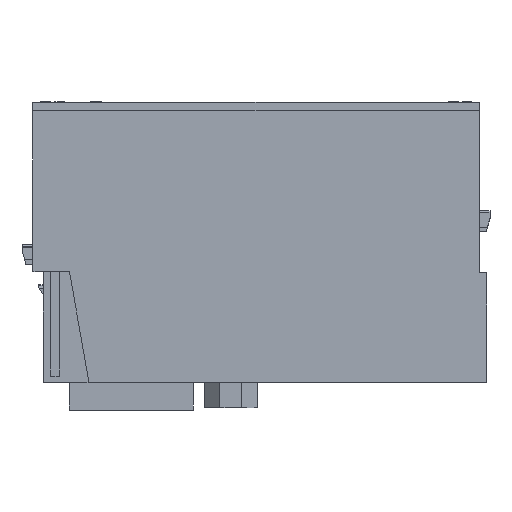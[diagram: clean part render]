
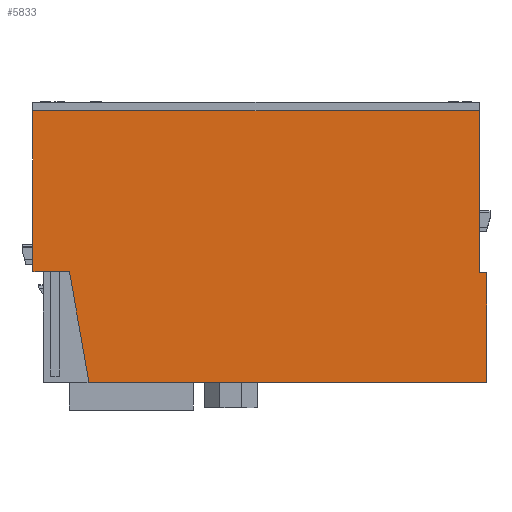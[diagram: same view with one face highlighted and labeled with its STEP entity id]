
A CAD part, left-side view. The second image highlights one B-rep face of the part: STEP entity #5833.
In plain terms, the highlighted face is planar.
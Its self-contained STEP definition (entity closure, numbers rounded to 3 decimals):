
#4176=CARTESIAN_POINT('',(15.,82.6,0.));
#4177=VERTEX_POINT('',#4176);
#4184=CARTESIAN_POINT('',(15.,10.2,0.));
#4185=VERTEX_POINT('',#4184);
#4186=CARTESIAN_POINT('',(15.,12387.25,0.));
#4187=DIRECTION('',(0.,-1.,0.));
#4188=VECTOR('',#4187,24690.);
#4189=LINE('',#4186,#4188);
#4190=EDGE_CURVE('',#4177,#4185,#4189,.T.);
#4667=CARTESIAN_POINT('',(15.,81.2,49.5));
#4668=VERTEX_POINT('',#4667);
#4675=CARTESIAN_POINT('',(15.,81.2,20.));
#4676=VERTEX_POINT('',#4675);
#4677=CARTESIAN_POINT('',(15.,81.2,12369.75));
#4678=DIRECTION('',(0.,0.,-1.));
#4679=VECTOR('',#4678,24690.);
#4680=LINE('',#4677,#4679);
#4681=EDGE_CURVE('',#4668,#4676,#4680,.T.);
#5353=CARTESIAN_POINT('',(15.,0.,49.5));
#5354=VERTEX_POINT('',#5353);
#5355=CARTESIAN_POINT('',(15.,-12344.05,49.5));
#5356=DIRECTION('',(0.,1.,0.));
#5357=VECTOR('',#5356,24690.);
#5358=LINE('',#5355,#5357);
#5359=EDGE_CURVE('',#5354,#4668,#5358,.T.);
#5427=CARTESIAN_POINT('',(15.,0.,20.2));
#5428=VERTEX_POINT('',#5427);
#5435=CARTESIAN_POINT('',(15.,0.,-12334.9));
#5436=DIRECTION('',(0.,0.,1.));
#5437=VECTOR('',#5436,24690.);
#5438=LINE('',#5435,#5437);
#5439=EDGE_CURVE('',#5428,#5354,#5438,.T.);
#5760=CARTESIAN_POINT('',(15.,82.6,20.));
#5761=VERTEX_POINT('',#5760);
#5775=CARTESIAN_POINT('',(15.,-12304.1,20.));
#5776=DIRECTION('',(0.,1.,0.));
#5777=VECTOR('',#5776,24690.);
#5778=LINE('',#5775,#5777);
#5779=EDGE_CURVE('',#4676,#5761,#5778,.T.);
#5797=CARTESIAN_POINT('',(15.,82.6,12355.));
#5798=DIRECTION('',(0.,0.,-1.));
#5799=VECTOR('',#5798,24690.);
#5800=LINE('',#5797,#5799);
#5801=EDGE_CURVE('',#5761,#4177,#5800,.T.);
#5806=CARTESIAN_POINT('',(15.,1.9,0.));
#5807=DIRECTION('',(-1.,0.,0.));
#5808=DIRECTION('',(0.,0.,1.));
#5809=AXIS2_PLACEMENT_3D('',#5806,#5807,#5808);
#5810=PLANE('',#5809);
#5811=CARTESIAN_POINT('',(15.,6.638,20.2));
#5812=VERTEX_POINT('',#5811);
#5813=CARTESIAN_POINT('',(15.,12346.9,20.2));
#5814=DIRECTION('',(-0.,-1.,0.));
#5815=VECTOR('',#5814,24690.);
#5816=LINE('',#5813,#5815);
#5817=EDGE_CURVE('',#5812,#5428,#5816,.T.);
#5818=ORIENTED_EDGE('',*,*,#5817,.F.);
#5819=CARTESIAN_POINT('',(15.,-2135.393,12168.261));
#5820=DIRECTION('',(-0.,0.174,-0.985));
#5821=VECTOR('',#5820,24690.);
#5822=LINE('',#5819,#5821);
#5823=EDGE_CURVE('',#5812,#4185,#5822,.T.);
#5824=ORIENTED_EDGE('',*,*,#5823,.T.);
#5825=ORIENTED_EDGE('',*,*,#4190,.F.);
#5826=ORIENTED_EDGE('',*,*,#5801,.F.);
#5827=ORIENTED_EDGE('',*,*,#5779,.F.);
#5828=ORIENTED_EDGE('',*,*,#4681,.F.);
#5829=ORIENTED_EDGE('',*,*,#5359,.F.);
#5830=ORIENTED_EDGE('',*,*,#5439,.F.);
#5831=EDGE_LOOP('',(#5818,#5824,#5825,#5826,#5827,#5828,#5829,#5830));
#5832=FACE_BOUND('',#5831,.T.);
#5833=ADVANCED_FACE('',(#5832),#5810,.F.);
